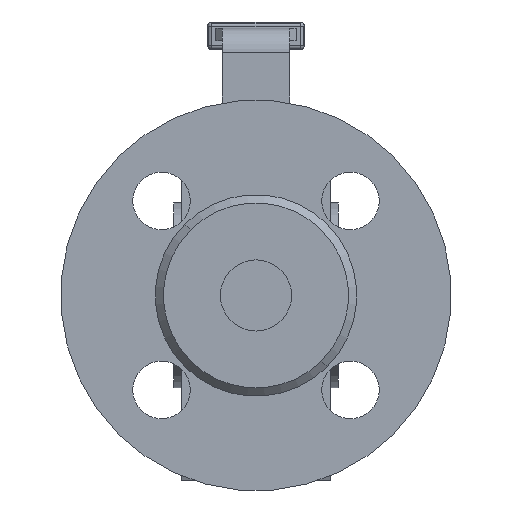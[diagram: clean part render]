
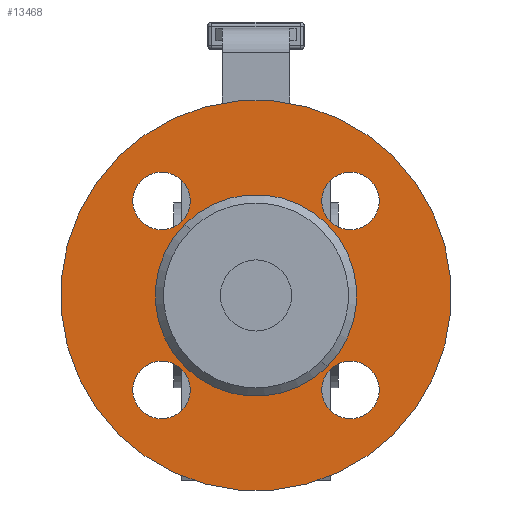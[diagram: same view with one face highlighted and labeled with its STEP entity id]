
A CAD part, left-side view. The second image highlights one B-rep face of the part: STEP entity #13468.
In plain terms, the highlighted planar face has unit normal (-1, 0, 0).
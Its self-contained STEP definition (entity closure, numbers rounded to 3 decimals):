
#11590=CARTESIAN_POINT('',(-74.,18.031,18.031));
#11591=VERTEX_POINT('',#11590);
#11600=CARTESIAN_POINT('',(-74.,27.931,27.931));
#11601=VERTEX_POINT('',#11600);
#11602=CARTESIAN_POINT('',(-74.,22.981,22.981));
#11603=DIRECTION('',(1.,0.,-0.));
#11604=DIRECTION('',(0.,-0.707,-0.707));
#11605=AXIS2_PLACEMENT_3D('',#11602,#11603,#11604);
#11606=CIRCLE('',#11605,7.);
#11607=EDGE_CURVE('',#11601,#11591,#11606,.T.);
#11633=CARTESIAN_POINT('',(-74.,18.031,-27.931));
#11634=VERTEX_POINT('',#11633);
#11643=CARTESIAN_POINT('',(-74.,27.931,-18.031));
#11644=VERTEX_POINT('',#11643);
#11645=CARTESIAN_POINT('',(-74.,22.981,-22.981));
#11646=DIRECTION('',(1.,0.,-0.));
#11647=DIRECTION('',(0.,-0.707,-0.707));
#11648=AXIS2_PLACEMENT_3D('',#11645,#11646,#11647);
#11649=CIRCLE('',#11648,7.);
#11650=EDGE_CURVE('',#11644,#11634,#11649,.T.);
#11676=CARTESIAN_POINT('',(-74.,-27.931,-27.931));
#11677=VERTEX_POINT('',#11676);
#11686=CARTESIAN_POINT('',(-74.,-18.031,-18.031));
#11687=VERTEX_POINT('',#11686);
#11688=CARTESIAN_POINT('',(-74.,-22.981,-22.981));
#11689=DIRECTION('',(1.,0.,-0.));
#11690=DIRECTION('',(0.,-0.707,-0.707));
#11691=AXIS2_PLACEMENT_3D('',#11688,#11689,#11690);
#11692=CIRCLE('',#11691,7.);
#11693=EDGE_CURVE('',#11687,#11677,#11692,.T.);
#11719=CARTESIAN_POINT('',(-74.,-27.931,18.031));
#11720=VERTEX_POINT('',#11719);
#11729=CARTESIAN_POINT('',(-74.,-18.031,27.931));
#11730=VERTEX_POINT('',#11729);
#11731=CARTESIAN_POINT('',(-74.,-22.981,22.981));
#11732=DIRECTION('',(1.,0.,-0.));
#11733=DIRECTION('',(0.,-0.707,-0.707));
#11734=AXIS2_PLACEMENT_3D('',#11731,#11732,#11733);
#11735=CIRCLE('',#11734,7.);
#11736=EDGE_CURVE('',#11730,#11720,#11735,.T.);
#11805=CARTESIAN_POINT('',(-74.,17.324,17.324));
#11806=VERTEX_POINT('',#11805);
#11822=CARTESIAN_POINT('',(-74.,-17.324,-17.324));
#11823=VERTEX_POINT('',#11822);
#11830=CARTESIAN_POINT('',(-74.,-0.,-0.));
#11831=DIRECTION('',(1.,0.,-0.));
#11832=DIRECTION('',(-0.,0.707,0.707));
#11833=AXIS2_PLACEMENT_3D('',#11830,#11831,#11832);
#11834=CIRCLE('',#11833,24.5);
#11835=EDGE_CURVE('',#11806,#11823,#11834,.T.);
#11846=CARTESIAN_POINT('',(-74.,33.588,33.588));
#11847=VERTEX_POINT('',#11846);
#11856=CARTESIAN_POINT('',(-74.,-33.588,-33.588));
#11857=VERTEX_POINT('',#11856);
#11858=CARTESIAN_POINT('',(-74.,-0.,0.));
#11859=DIRECTION('',(1.,0.,-0.));
#11860=DIRECTION('',(-0.,0.707,0.707));
#11861=AXIS2_PLACEMENT_3D('',#11858,#11859,#11860);
#11862=CIRCLE('',#11861,47.5);
#11863=EDGE_CURVE('',#11847,#11857,#11862,.T.);
#13398=CARTESIAN_POINT('',(-74.,-0.,0.));
#13399=DIRECTION('',(1.,0.,-0.));
#13400=DIRECTION('',(-0.,0.707,0.707));
#13401=AXIS2_PLACEMENT_3D('',#13398,#13399,#13400);
#13402=CIRCLE('',#13401,47.5);
#13403=EDGE_CURVE('',#11857,#11847,#13402,.T.);
#13409=CARTESIAN_POINT('',(-74.,25.456,25.456));
#13410=DIRECTION('',(-1.,-0.,0.));
#13411=DIRECTION('',(0.,0.,1.));
#13412=AXIS2_PLACEMENT_3D('',#13409,#13410,#13411);
#13413=PLANE('',#13412);
#13414=ORIENTED_EDGE('',*,*,#13403,.F.);
#13415=ORIENTED_EDGE('',*,*,#11863,.F.);
#13416=EDGE_LOOP('',(#13414,#13415));
#13417=FACE_BOUND('',#13416,.T.);
#13418=ORIENTED_EDGE('',*,*,#11607,.T.);
#13419=CARTESIAN_POINT('',(-74.,22.981,22.981));
#13420=DIRECTION('',(1.,0.,-0.));
#13421=DIRECTION('',(0.,-0.707,-0.707));
#13422=AXIS2_PLACEMENT_3D('',#13419,#13420,#13421);
#13423=CIRCLE('',#13422,7.);
#13424=EDGE_CURVE('',#11591,#11601,#13423,.T.);
#13425=ORIENTED_EDGE('',*,*,#13424,.T.);
#13426=EDGE_LOOP('',(#13418,#13425));
#13427=FACE_BOUND('',#13426,.T.);
#13428=ORIENTED_EDGE('',*,*,#11650,.T.);
#13429=CARTESIAN_POINT('',(-74.,22.981,-22.981));
#13430=DIRECTION('',(1.,0.,-0.));
#13431=DIRECTION('',(0.,-0.707,-0.707));
#13432=AXIS2_PLACEMENT_3D('',#13429,#13430,#13431);
#13433=CIRCLE('',#13432,7.);
#13434=EDGE_CURVE('',#11634,#11644,#13433,.T.);
#13435=ORIENTED_EDGE('',*,*,#13434,.T.);
#13436=EDGE_LOOP('',(#13428,#13435));
#13437=FACE_BOUND('',#13436,.T.);
#13438=ORIENTED_EDGE('',*,*,#11693,.T.);
#13439=CARTESIAN_POINT('',(-74.,-22.981,-22.981));
#13440=DIRECTION('',(1.,0.,-0.));
#13441=DIRECTION('',(0.,-0.707,-0.707));
#13442=AXIS2_PLACEMENT_3D('',#13439,#13440,#13441);
#13443=CIRCLE('',#13442,7.);
#13444=EDGE_CURVE('',#11677,#11687,#13443,.T.);
#13445=ORIENTED_EDGE('',*,*,#13444,.T.);
#13446=EDGE_LOOP('',(#13438,#13445));
#13447=FACE_BOUND('',#13446,.T.);
#13448=ORIENTED_EDGE('',*,*,#11736,.T.);
#13449=CARTESIAN_POINT('',(-74.,-22.981,22.981));
#13450=DIRECTION('',(1.,0.,-0.));
#13451=DIRECTION('',(0.,-0.707,-0.707));
#13452=AXIS2_PLACEMENT_3D('',#13449,#13450,#13451);
#13453=CIRCLE('',#13452,7.);
#13454=EDGE_CURVE('',#11720,#11730,#13453,.T.);
#13455=ORIENTED_EDGE('',*,*,#13454,.T.);
#13456=EDGE_LOOP('',(#13448,#13455));
#13457=FACE_BOUND('',#13456,.T.);
#13458=CARTESIAN_POINT('',(-74.,-0.,-0.));
#13459=DIRECTION('',(1.,0.,-0.));
#13460=DIRECTION('',(-0.,0.707,0.707));
#13461=AXIS2_PLACEMENT_3D('',#13458,#13459,#13460);
#13462=CIRCLE('',#13461,24.5);
#13463=EDGE_CURVE('',#11823,#11806,#13462,.T.);
#13464=ORIENTED_EDGE('',*,*,#13463,.T.);
#13465=ORIENTED_EDGE('',*,*,#11835,.T.);
#13466=EDGE_LOOP('',(#13464,#13465));
#13467=FACE_BOUND('',#13466,.T.);
#13468=ADVANCED_FACE('',(#13417,#13427,#13437,#13447,#13457,#13467),#13413,.T.);
